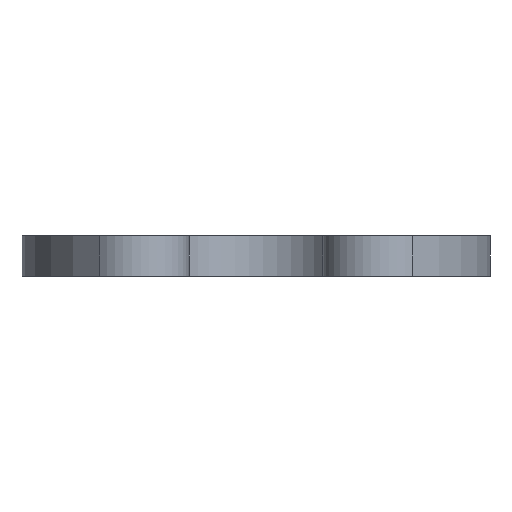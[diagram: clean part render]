
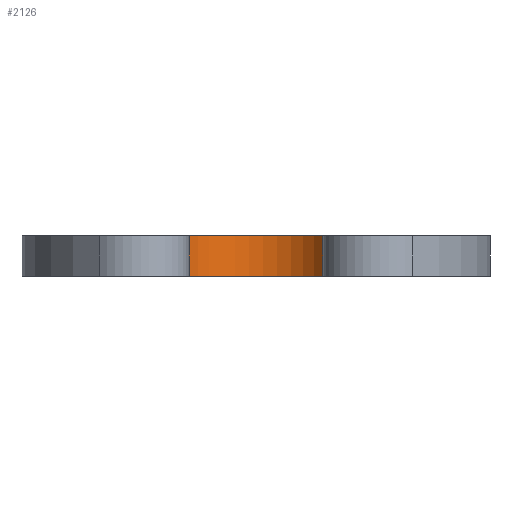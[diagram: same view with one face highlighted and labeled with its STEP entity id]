
A CAD part, left-side view. The second image highlights one B-rep face of the part: STEP entity #2126.
In plain terms, the highlighted cylindrical face has radius 12.5 mm (diameter 25 mm), a partial arc.
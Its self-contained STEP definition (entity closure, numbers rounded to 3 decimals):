
#186=FACE_OUTER_BOUND('',#311,.T.);
#311=EDGE_LOOP('',(#1760,#1761,#1762,#1763));
#480=LINE('',#3668,#631);
#481=LINE('',#3671,#632);
#631=VECTOR('',#3030,10.);
#632=VECTOR('',#3033,10.);
#797=CIRCLE('',#2394,12.5);
#798=CIRCLE('',#2395,12.5);
#991=VERTEX_POINT('',#3664);
#992=VERTEX_POINT('',#3665);
#993=VERTEX_POINT('',#3667);
#994=VERTEX_POINT('',#3669);
#1284=EDGE_CURVE('',#991,#992,#797,.T.);
#1285=EDGE_CURVE('',#991,#993,#480,.T.);
#1286=EDGE_CURVE('',#994,#993,#798,.T.);
#1287=EDGE_CURVE('',#992,#994,#481,.T.);
#1760=ORIENTED_EDGE('',*,*,#1284,.F.);
#1761=ORIENTED_EDGE('',*,*,#1285,.T.);
#1762=ORIENTED_EDGE('',*,*,#1286,.F.);
#1763=ORIENTED_EDGE('',*,*,#1287,.F.);
#2019=CYLINDRICAL_SURFACE('',#2393,12.5);
#2126=ADVANCED_FACE('',(#186),#2019,.F.);
#2393=AXIS2_PLACEMENT_3D('',#3663,#3026,#3027);
#2394=AXIS2_PLACEMENT_3D('',#3666,#3028,#3029);
#2395=AXIS2_PLACEMENT_3D('',#3670,#3031,#3032);
#3026=DIRECTION('center_axis',(0.,0.,1.));
#3027=DIRECTION('ref_axis',(1.,0.,0.));
#3028=DIRECTION('center_axis',(0.,0.,1.));
#3029=DIRECTION('ref_axis',(-0.545,-0.839,0.));
#3030=DIRECTION('',(0.,0.,1.));
#3031=DIRECTION('center_axis',(0.,0.,-1.));
#3032=DIRECTION('ref_axis',(-0.545,-0.839,0.));
#3033=DIRECTION('',(0.,0.,1.));
#3663=CARTESIAN_POINT('Origin',(0.,0.,0.));
#3664=CARTESIAN_POINT('',(-6.807,-10.484,0.));
#3665=CARTESIAN_POINT('',(-6.807,10.484,0.));
#3666=CARTESIAN_POINT('Origin',(0.,0.,0.));
#3667=CARTESIAN_POINT('',(-6.807,-10.484,6.));
#3668=CARTESIAN_POINT('',(-6.807,-10.484,0.));
#3669=CARTESIAN_POINT('',(-6.807,10.484,6.));
#3670=CARTESIAN_POINT('Origin',(0.,0.,6.));
#3671=CARTESIAN_POINT('',(-6.807,10.484,0.));
